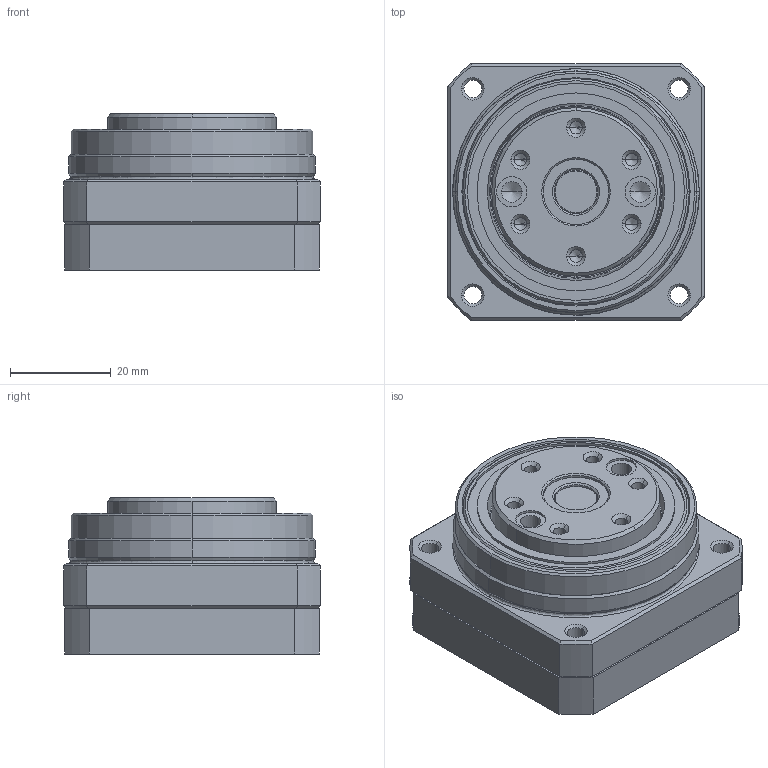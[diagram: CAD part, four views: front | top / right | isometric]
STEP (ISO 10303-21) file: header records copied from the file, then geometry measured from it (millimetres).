
FILE_DESCRIPTION (( 'STEP AP214' ), '1' );
FILE_NAME ('outside_C2A9597_CSF-8-xx-2UP-SP-A.STEP', '2018-09-27T05:01:13', ( 'Windows ユーザー' ), ( '' ), 'SwSTEP 2.0', 'SolidWorks 2015', '' );
FILE_SCHEMA (( 'AUTOMOTIVE_DESIGN' ));
Length unit declared in the file: millimetre
Products named in the file (3): outside_CSF-8-xx-2UP-SP-A_fixed; outside_C2A9597_CSF-8-xx-2UP-SP-A; outside_CSF-8-xx-2UP_output
Assembly tree (2 placements, depth 2):
  outside_C2A9597_CSF-8-xx-2UP-SP-A
    outside_CSF-8-xx-2UP-SP-A_fixed
    outside_CSF-8-xx-2UP_output
Bounding box: 51 x 51 x 31 mm (x, y, z)
Volume: 55998.1 mm3; surface area: 23591.3 mm2
Topology: 2 solids, 3 shells, 647 faces, 1575 edges, 1001 vertices
Faces by surface type: cylinder 203, plane 176, cone 152, bspline 116
Entity records: 28738 total; most frequent: CARTESIAN_POINT 6804, ORIENTED_EDGE 3118, DIRECTION 3061, EDGE_CURVE 1559, AXIS2_PLACEMENT_3D 1306, VERTEX_POINT 1001, CIRCLE 770, EDGE_LOOP 750
